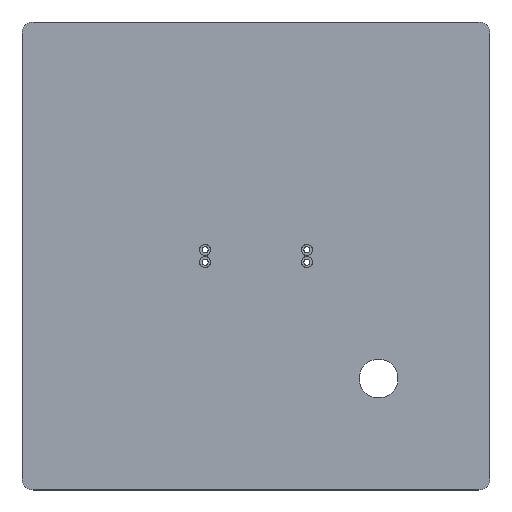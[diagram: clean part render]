
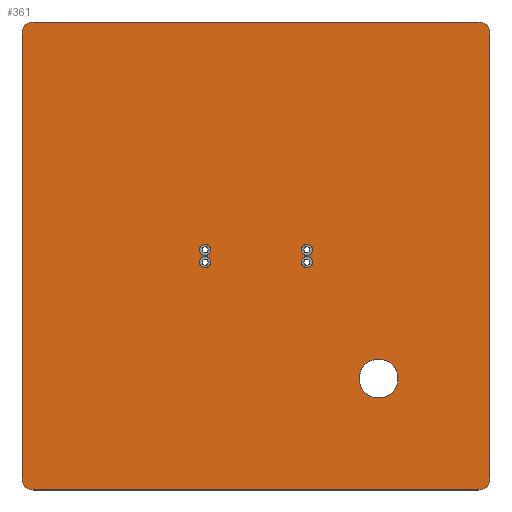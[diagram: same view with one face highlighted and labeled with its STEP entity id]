
A CAD part, top view. The second image highlights one B-rep face of the part: STEP entity #361.
In plain terms, the highlighted planar face has unit normal (0, 0, 1).
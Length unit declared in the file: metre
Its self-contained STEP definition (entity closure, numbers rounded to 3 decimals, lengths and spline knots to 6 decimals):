
#20=LINE('',#576,#36);
#26=LINE('',#590,#42);
#30=LINE('',#599,#46);
#34=LINE('',#608,#50);
#36=VECTOR('',#466,1.);
#42=VECTOR('',#474,1.);
#46=VECTOR('',#480,1.);
#50=VECTOR('',#486,1.);
#56=PLANE('',#405);
#86=ORIENTED_EDGE('',*,*,#170,.F.);
#87=ORIENTED_EDGE('',*,*,#171,.F.);
#88=ORIENTED_EDGE('',*,*,#172,.F.);
#89=ORIENTED_EDGE('',*,*,#173,.F.);
#90=ORIENTED_EDGE('',*,*,#174,.F.);
#91=ORIENTED_EDGE('',*,*,#168,.T.);
#92=ORIENTED_EDGE('',*,*,#175,.T.);
#93=ORIENTED_EDGE('',*,*,#154,.F.);
#94=ORIENTED_EDGE('',*,*,#176,.T.);
#95=ORIENTED_EDGE('',*,*,#160,.F.);
#96=ORIENTED_EDGE('',*,*,#177,.T.);
#97=ORIENTED_EDGE('',*,*,#164,.T.);
#98=ORIENTED_EDGE('',*,*,#178,.T.);
#154=EDGE_CURVE('',#196,#197,#20,.T.);
#160=EDGE_CURVE('',#202,#203,#26,.T.);
#164=EDGE_CURVE('',#207,#206,#30,.T.);
#168=EDGE_CURVE('',#211,#210,#34,.T.);
#170=EDGE_CURVE('',#212,#212,#230,.T.);
#171=EDGE_CURVE('',#213,#213,#231,.T.);
#172=EDGE_CURVE('',#214,#214,#232,.T.);
#173=EDGE_CURVE('',#215,#215,#233,.T.);
#174=EDGE_CURVE('',#216,#216,#234,.T.);
#175=EDGE_CURVE('',#210,#197,#235,.T.);
#176=EDGE_CURVE('',#196,#203,#236,.T.);
#177=EDGE_CURVE('',#202,#207,#237,.T.);
#178=EDGE_CURVE('',#206,#211,#238,.T.);
#196=VERTEX_POINT('',#577);
#197=VERTEX_POINT('',#578);
#202=VERTEX_POINT('',#589);
#203=VERTEX_POINT('',#591);
#206=VERTEX_POINT('',#598);
#207=VERTEX_POINT('',#600);
#210=VERTEX_POINT('',#607);
#211=VERTEX_POINT('',#609);
#212=VERTEX_POINT('',#613);
#213=VERTEX_POINT('',#615);
#214=VERTEX_POINT('',#617);
#215=VERTEX_POINT('',#619);
#216=VERTEX_POINT('',#621);
#230=CIRCLE('',#406,0.011049);
#231=CIRCLE('',#407,0.003175);
#232=CIRCLE('',#408,0.003175);
#233=CIRCLE('',#409,0.003175);
#234=CIRCLE('',#410,0.003175);
#235=CIRCLE('',#411,0.00635);
#236=CIRCLE('',#412,0.00635);
#237=CIRCLE('',#413,0.00635);
#238=CIRCLE('',#414,0.00635);
#260=EDGE_LOOP('',(#86));
#261=EDGE_LOOP('',(#87));
#262=EDGE_LOOP('',(#88));
#263=EDGE_LOOP('',(#89));
#264=EDGE_LOOP('',(#90));
#265=EDGE_LOOP('',(#91,#92,#93,#94,#95,#96,#97,#98));
#306=FACE_BOUND('',#260,.T.);
#307=FACE_BOUND('',#261,.T.);
#308=FACE_BOUND('',#262,.T.);
#309=FACE_BOUND('',#263,.T.);
#310=FACE_BOUND('',#264,.T.);
#311=FACE_BOUND('',#265,.T.);
#361=ADVANCED_FACE('',(#306,#307,#308,#309,#310,#311),#56,.T.);
#405=AXIS2_PLACEMENT_3D('',#611,#488,#489);
#406=AXIS2_PLACEMENT_3D('',#612,#490,#491);
#407=AXIS2_PLACEMENT_3D('',#614,#492,#493);
#408=AXIS2_PLACEMENT_3D('',#616,#494,#495);
#409=AXIS2_PLACEMENT_3D('',#618,#496,#497);
#410=AXIS2_PLACEMENT_3D('',#620,#498,#499);
#411=AXIS2_PLACEMENT_3D('',#622,#500,#501);
#412=AXIS2_PLACEMENT_3D('',#623,#502,#503);
#413=AXIS2_PLACEMENT_3D('',#624,#504,#505);
#414=AXIS2_PLACEMENT_3D('',#625,#506,#507);
#466=DIRECTION('',(1.,0.,0.));
#474=DIRECTION('',(0.,1.,0.));
#480=DIRECTION('',(1.,0.,0.));
#486=DIRECTION('',(0.,1.,0.));
#488=DIRECTION('',(0.,0.,1.));
#489=DIRECTION('',(1.,0.,0.));
#490=DIRECTION('',(0.,0.,1.));
#491=DIRECTION('',(1.,0.,0.));
#492=DIRECTION('',(0.,0.,1.));
#493=DIRECTION('',(1.,0.,0.));
#494=DIRECTION('',(0.,0.,1.));
#495=DIRECTION('',(1.,0.,0.));
#496=DIRECTION('',(0.,0.,1.));
#497=DIRECTION('',(1.,0.,0.));
#498=DIRECTION('',(0.,0.,1.));
#499=DIRECTION('',(1.,0.,0.));
#500=DIRECTION('',(0.,0.,1.));
#501=DIRECTION('',(1.,0.,0.));
#502=DIRECTION('',(0.,0.,1.));
#503=DIRECTION('',(1.,0.,0.));
#504=DIRECTION('',(0.,0.,1.));
#505=DIRECTION('',(1.,0.,0.));
#506=DIRECTION('',(0.,0.,1.));
#507=DIRECTION('',(1.,0.,0.));
#576=CARTESIAN_POINT('',(0.200025,0.2667,0.00635));
#577=CARTESIAN_POINT('',(0.00635,0.2667,0.00635));
#578=CARTESIAN_POINT('',(0.26035,0.2667,0.00635));
#589=CARTESIAN_POINT('',(0.,0.00635,0.00635));
#590=CARTESIAN_POINT('',(0.,0.13335,0.00635));
#591=CARTESIAN_POINT('',(0.,0.26035,0.00635));
#598=CARTESIAN_POINT('',(0.26035,0.,0.00635));
#599=CARTESIAN_POINT('',(0.200025,0.,0.00635));
#600=CARTESIAN_POINT('',(0.00635,0.,0.00635));
#607=CARTESIAN_POINT('',(0.2667,0.26035,0.00635));
#608=CARTESIAN_POINT('',(0.2667,0.13335,0.00635));
#609=CARTESIAN_POINT('',(0.2667,0.00635,0.00635));
#611=CARTESIAN_POINT('',(0.13335,0.13335,0.00635));
#612=CARTESIAN_POINT('',(0.2032,0.0635,0.00635));
#613=CARTESIAN_POINT('',(0.214249,0.0635,0.00635));
#614=CARTESIAN_POINT('',(0.162357,0.129845,0.00635));
#615=CARTESIAN_POINT('',(0.165532,0.129845,0.00635));
#616=CARTESIAN_POINT('',(0.162357,0.136855,0.00635));
#617=CARTESIAN_POINT('',(0.165532,0.136855,0.00635));
#618=CARTESIAN_POINT('',(0.104343,0.136855,0.00635));
#619=CARTESIAN_POINT('',(0.107518,0.136855,0.00635));
#620=CARTESIAN_POINT('',(0.104343,0.129845,0.00635));
#621=CARTESIAN_POINT('',(0.107518,0.129845,0.00635));
#622=CARTESIAN_POINT('',(0.26035,0.26035,0.00635));
#623=CARTESIAN_POINT('',(0.00635,0.26035,0.00635));
#624=CARTESIAN_POINT('',(0.00635,0.00635,0.00635));
#625=CARTESIAN_POINT('',(0.26035,0.00635,0.00635));
